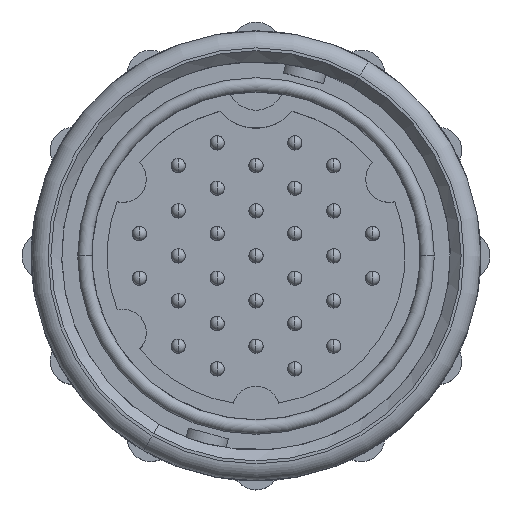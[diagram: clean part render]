
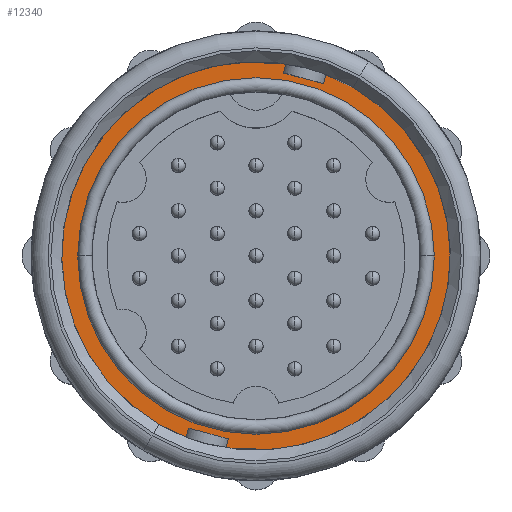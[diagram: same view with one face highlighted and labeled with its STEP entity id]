
A CAD part, top view. The second image highlights one B-rep face of the part: STEP entity #12340.
In plain terms, the highlighted planar face has unit normal (0, 0, 1).
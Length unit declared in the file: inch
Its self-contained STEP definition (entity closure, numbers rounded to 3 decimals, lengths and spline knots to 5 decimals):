
#476 = VERTEX_POINT ( 'NONE', #3768 ) ;
#509 = VERTEX_POINT ( 'NONE', #3801 ) ;
#525 = VERTEX_POINT ( 'NONE', #3817 ) ;
#764 = ORIENTED_EDGE ( 'NONE', *, *, #12611, .T. ) ;
#770 = ORIENTED_EDGE ( 'NONE', *, *, #12610, .T. ) ;
#773 = ORIENTED_EDGE ( 'NONE', *, *, #12592, .F. ) ;
#782 = ORIENTED_EDGE ( 'NONE', *, *, #12596, .F. ) ;
#825 = ORIENTED_EDGE ( 'NONE', *, *, #12607, .T. ) ;
#831 = ORIENTED_EDGE ( 'NONE', *, *, #12608, .T. ) ;
#836 = ORIENTED_EDGE ( 'NONE', *, *, #12606, .T. ) ;
#841 = ORIENTED_EDGE ( 'NONE', *, *, #12605, .F. ) ;
#845 = ORIENTED_EDGE ( 'NONE', *, *, #12736, .F. ) ;
#849 = ORIENTED_EDGE ( 'NONE', *, *, #12602, .F. ) ;
#852 = ORIENTED_EDGE ( 'NONE', *, *, #12609, .T. ) ;
#3386 = EDGE_LOOP ( 'NONE', ( #841, #845 ) ) ;
#3409 = EDGE_LOOP ( 'NONE', ( #825, #836, #831, #849, #773, #852, #770, #764, #782 ) ) ;
#3501 = VERTEX_POINT ( 'NONE', #5595 ) ;
#3504 = VERTEX_POINT ( 'NONE', #5598 ) ;
#3768 = CARTESIAN_POINT ( 'NONE',  ( 0.19451, 0.50375, -0.278 ) ) ;
#3801 = CARTESIAN_POINT ( 'NONE',  ( 0.08343, 0.53352, -0.278 ) ) ;
#3817 = CARTESIAN_POINT ( 'NONE',  ( -0.08343, -0.53352, -0.278 ) ) ;
#4671 = CIRCLE ( 'NONE', #9414, 0.54 ) ;
#4673 = CIRCLE ( 'NONE', #9411, 0.54 ) ;
#4675 = CIRCLE ( 'NONE', #9418, 0.54 ) ;
#4676 = CIRCLE ( 'NONE', #9410, 0.4955 ) ;
#4726 = CIRCLE ( 'NONE', #9540, 0.4955 ) ;
#5595 = CARTESIAN_POINT ( 'NONE',  ( 0.4955, 0., -0.278 ) ) ;
#5598 = CARTESIAN_POINT ( 'NONE',  ( -0.4955, 0., -0.278 ) ) ;
#6219 = VERTEX_POINT ( 'NONE', #7029 ) ;
#6275 = VERTEX_POINT ( 'NONE', #7085 ) ;
#6294 = VERTEX_POINT ( 'NONE', #7104 ) ;
#6307 = VERTEX_POINT ( 'NONE', #7117 ) ;
#6313 = VERTEX_POINT ( 'NONE', #7123 ) ;
#6329 = VERTEX_POINT ( 'NONE', #7139 ) ;
#7029 = CARTESIAN_POINT ( 'NONE',  ( 0.1878, 0.47871, -0.278 ) ) ;
#7085 = CARTESIAN_POINT ( 'NONE',  ( 0.07672, 0.50847, -0.278 ) ) ;
#7104 = CARTESIAN_POINT ( 'NONE',  ( -0.27, -0.46765, -0.278 ) ) ;
#7117 = CARTESIAN_POINT ( 'NONE',  ( -0.19451, -0.50375, -0.278 ) ) ;
#7123 = CARTESIAN_POINT ( 'NONE',  ( -0.1878, -0.47871, -0.278 ) ) ;
#7139 = CARTESIAN_POINT ( 'NONE',  ( -0.07672, -0.50847, -0.278 ) ) ;
#7340 = PLANE ( 'NONE',  #7850 ) ;
#7341 = CARTESIAN_POINT ( 'NONE',  ( 0., 0., -0.278 ) ) ;
#7342 = DIRECTION ( 'NONE',  ( 0., 0., -1. ) ) ;
#7343 = DIRECTION ( 'NONE',  ( 0., 1., 0. ) ) ;
#7840 = FACE_BOUND ( 'NONE', #3386, .T. ) ;
#7848 = FACE_OUTER_BOUND ( 'NONE', #3409, .T. ) ;
#7850 = AXIS2_PLACEMENT_3D ( 'NONE', #7341, #7342, #7343 ) ;
#9002 = CARTESIAN_POINT ( 'NONE',  ( 0., 0., -0.278 ) ) ;
#9009 = DIRECTION ( 'NONE',  ( 0., 0., -1. ) ) ;
#9010 = DIRECTION ( 'NONE',  ( 0., 1., 0. ) ) ;
#9024 = CARTESIAN_POINT ( 'NONE',  ( 0., 0., -0.278 ) ) ;
#9028 = DIRECTION ( 'NONE',  ( 0., 0., -1. ) ) ;
#9029 = DIRECTION ( 'NONE',  ( 0., 1., 0. ) ) ;
#9059 = CARTESIAN_POINT ( 'NONE',  ( 0., 0., -0.278 ) ) ;
#9060 = DIRECTION ( 'NONE',  ( 0., 0., -1. ) ) ;
#9061 = DIRECTION ( 'NONE',  ( 0., 1., 0. ) ) ;
#9075 = CARTESIAN_POINT ( 'NONE',  ( 0., 0., -0.278 ) ) ;
#9076 = DIRECTION ( 'NONE',  ( 0., 0., 1. ) ) ;
#9077 = DIRECTION ( 'NONE',  ( 0., 1., 0. ) ) ;
#9079 = LINE ( 'NONE', #9080, #9423 ) ;
#9080 = CARTESIAN_POINT ( 'NONE',  ( 0.1878, 0.47871, -0.278 ) ) ;
#9081 = DIRECTION ( 'NONE',  ( -0.966, 0.259, 0. ) ) ;
#9082 = LINE ( 'NONE', #9083, #9424 ) ;
#9083 = CARTESIAN_POINT ( 'NONE',  ( 0.19451, 0.50375, -0.278 ) ) ;
#9084 = DIRECTION ( 'NONE',  ( -0.259, -0.966, 0. ) ) ;
#9085 = LINE ( 'NONE', #9086, #9425 ) ;
#9086 = CARTESIAN_POINT ( 'NONE',  ( 0.07672, 0.50847, -0.278 ) ) ;
#9087 = DIRECTION ( 'NONE',  ( 0.259, 0.966, 0. ) ) ;
#9088 = LINE ( 'NONE', #9089, #9426 ) ;
#9089 = CARTESIAN_POINT ( 'NONE',  ( -0.19451, -0.50375, -0.278 ) ) ;
#9090 = DIRECTION ( 'NONE',  ( 0.259, 0.966, 0. ) ) ;
#9091 = LINE ( 'NONE', #9092, #9427 ) ;
#9092 = CARTESIAN_POINT ( 'NONE',  ( -0.1878, -0.47871, -0.278 ) ) ;
#9093 = DIRECTION ( 'NONE',  ( 0.966, -0.259, 0. ) ) ;
#9094 = LINE ( 'NONE', #9095, #9429 ) ;
#9095 = CARTESIAN_POINT ( 'NONE',  ( -0.07672, -0.50847, -0.278 ) ) ;
#9096 = DIRECTION ( 'NONE',  ( -0.259, -0.966, 0. ) ) ;
#9410 = AXIS2_PLACEMENT_3D ( 'NONE', #9075, #9076, #9077 ) ;
#9411 = AXIS2_PLACEMENT_3D ( 'NONE', #9024, #9028, #9029 ) ;
#9414 = AXIS2_PLACEMENT_3D ( 'NONE', #9002, #9009, #9010 ) ;
#9418 = AXIS2_PLACEMENT_3D ( 'NONE', #9059, #9060, #9061 ) ;
#9423 = VECTOR ( 'NONE', #9081, 39.37008 ) ;
#9424 = VECTOR ( 'NONE', #9084, 39.37008 ) ;
#9425 = VECTOR ( 'NONE', #9087, 39.37008 ) ;
#9426 = VECTOR ( 'NONE', #9090, 39.37008 ) ;
#9427 = VECTOR ( 'NONE', #9093, 39.37008 ) ;
#9429 = VECTOR ( 'NONE', #9096, 39.37008 ) ;
#9540 = AXIS2_PLACEMENT_3D ( 'NONE', #9857, #9858, #9859 ) ;
#9857 = CARTESIAN_POINT ( 'NONE',  ( 0., 0., -0.278 ) ) ;
#9858 = DIRECTION ( 'NONE',  ( 0., 0., 1. ) ) ;
#9859 = DIRECTION ( 'NONE',  ( 0., 1., 0. ) ) ;
#12340 = ADVANCED_FACE ( 'NONE', ( #7840, #7848 ), #7340, .F. ) ;
#12592 = EDGE_CURVE ( 'NONE', #6307, #6294, #4671, .T. ) ;
#12596 = EDGE_CURVE ( 'NONE', #476, #525, #4673, .T. ) ;
#12602 = EDGE_CURVE ( 'NONE', #6294, #509, #4675, .T. ) ;
#12605 = EDGE_CURVE ( 'NONE', #3504, #3501, #4676, .T. ) ;
#12606 = EDGE_CURVE ( 'NONE', #6219, #6275, #9079, .T. ) ;
#12607 = EDGE_CURVE ( 'NONE', #476, #6219, #9082, .T. ) ;
#12608 = EDGE_CURVE ( 'NONE', #6275, #509, #9085, .T. ) ;
#12609 = EDGE_CURVE ( 'NONE', #6307, #6313, #9088, .T. ) ;
#12610 = EDGE_CURVE ( 'NONE', #6313, #6329, #9091, .T. ) ;
#12611 = EDGE_CURVE ( 'NONE', #6329, #525, #9094, .T. ) ;
#12736 = EDGE_CURVE ( 'NONE', #3501, #3504, #4726, .T. ) ;
